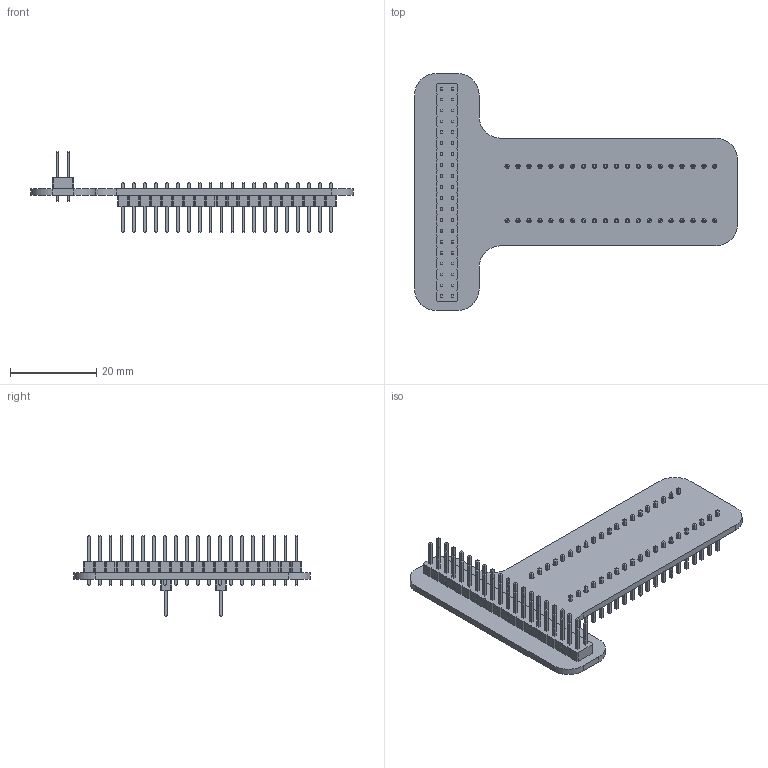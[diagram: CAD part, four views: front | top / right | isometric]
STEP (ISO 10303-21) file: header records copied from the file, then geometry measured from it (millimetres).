
FILE_DESCRIPTION(('KiCad electronic assembly'),'2;1');
FILE_NAME('Breadboard Helper.step','2025-09-09T15:40:21',('Pcbnew'),( 'Kicad'),'Open CASCADE STEP processor 7.8','KiCad to STEP converter' ,'Unknown');
FILE_SCHEMA(('AUTOMOTIVE_DESIGN { 1 0 10303 214 1 1 1 1 }'));
Length unit declared in the file: millimetre
Products named in the file (4): Breadboard Helper 1; PinHeader_2x20_P2.54mm_Vertical; PinHeader_1x20_P2.54mm_Vertical; Breadboard Helper_PCB
Assembly tree (4 placements, depth 2):
  Breadboard Helper 1
    PinHeader_2x20_P2.54mm_Vertical
    PinHeader_1x20_P2.54mm_Vertical  x2
    Breadboard Helper_PCB
Bounding box: 75 x 55 x 18.76 mm (x, y, z)
Volume: 4965.3 mm3; surface area: 8924.6 mm2
Topology: 4 solids, 4 shells, 1910 faces, 4586 edges, 2844 vertices
Faces by surface type: plane 1822, cylinder 88
Full cylindrical faces by diameter (mm): 1 x80
Entity records: 49717 total; most frequent: CARTESIAN_POINT 6971, ORIENTED_EDGE 6840, DIRECTION 6458, EDGE_CURVE 3420, LINE 3244, VECTOR 3244, VERTEX_POINT 2120, FACE_BOUND 1706
